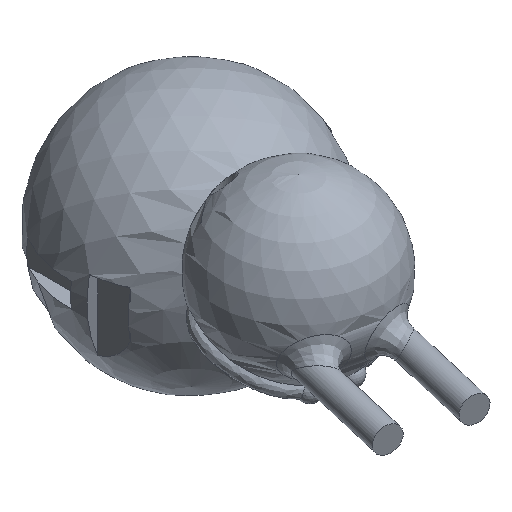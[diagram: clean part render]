
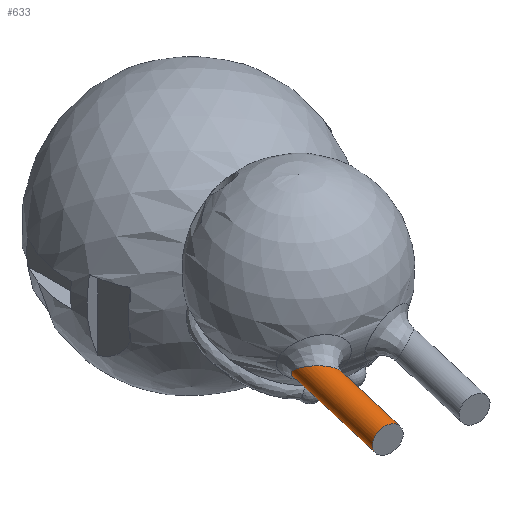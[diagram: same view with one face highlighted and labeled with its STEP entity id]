
A CAD part, isometric view. The second image highlights one B-rep face of the part: STEP entity #633.
In plain terms, the highlighted cylindrical face has radius 1.6 mm (diameter 3.2 mm), a full revolution.
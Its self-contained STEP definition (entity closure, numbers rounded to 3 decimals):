
#33=FACE_BOUND($,#128,.T.);
#54=B_SPLINE_CURVE_WITH_KNOTS($,3,(#1485,#1486,#1487,#1488,#1489,#1490,
#1491,#1492,#1493,#1494,#1495,#1496,#1497,#1498,#1499,#1500,#1501),
 .UNSPECIFIED.,.T.,.F.,(4,1,1,1,1,1,1,1,1,1,1,1,1,1,4),(0.,0.076,
0.152,0.228,0.304,0.38,
0.456,0.531,0.607,0.683,
0.759,0.797,0.835,0.911,
1.063),.UNSPECIFIED.);
#61=CYLINDRICAL_SURFACE($,#685,1.6);
#75=FACE_OUTER_BOUND($,#127,.T.);
#127=EDGE_LOOP($,(#454));
#128=EDGE_LOOP($,(#455));
#244=CIRCLE($,#686,1.6);
#288=VERTEX_POINT($,#1483);
#289=VERTEX_POINT($,#1503);
#352=EDGE_CURVE($,#288,#288,#54,.T.);
#353=EDGE_CURVE($,#289,#289,#244,.T.);
#454=ORIENTED_EDGE($,*,*,#353,.F.);
#455=ORIENTED_EDGE($,*,*,#352,.F.);
#633=ADVANCED_FACE($,(#75,#33),#61,.T.);
#685=AXIS2_PLACEMENT_3D($,#1502,#781,#782);
#686=AXIS2_PLACEMENT_3D($,#1504,#783,#784);
#781=DIRECTION('center_axis',(-0.227,-0.974,0.));
#782=DIRECTION('ref_axis',(0.,0.,
-1.));
#783=DIRECTION('center_axis',(-0.227,-0.974,0.));
#784=DIRECTION('ref_axis',(0.,0.,-1.));
#1483=CARTESIAN_POINT('',(-25.56,-10.074,16.012));
#1485=CARTESIAN_POINT('Ctrl Pts',(-25.561,-10.075,16.012));
#1486=CARTESIAN_POINT('Ctrl Pts',(-25.733,-9.789,16.035));
#1487=CARTESIAN_POINT('Ctrl Pts',(-26.095,-9.271,16.184));
#1488=CARTESIAN_POINT('Ctrl Pts',(-26.609,-8.981,16.749));
#1489=CARTESIAN_POINT('Ctrl Pts',(-26.923,-9.343,17.492));
#1490=CARTESIAN_POINT('Ctrl Pts',(-26.98,-10.088,18.196));
#1491=CARTESIAN_POINT('Ctrl Pts',(-26.805,-10.993,18.772));
#1492=CARTESIAN_POINT('Ctrl Pts',(-26.426,-11.927,19.148));
#1493=CARTESIAN_POINT('Ctrl Pts',(-25.889,-12.771,19.254));
#1494=CARTESIAN_POINT('Ctrl Pts',(-25.283,-13.386,19.024));
#1495=CARTESIAN_POINT('Ctrl Pts',(-24.759,-13.617,18.46));
#1496=CARTESIAN_POINT('Ctrl Pts',(-24.519,-13.43,17.834));
#1497=CARTESIAN_POINT('Ctrl Pts',(-24.466,-13.092,17.341));
#1498=CARTESIAN_POINT('Ctrl Pts',(-24.498,-12.65,16.879));
#1499=CARTESIAN_POINT('Ctrl Pts',(-24.756,-11.669,16.203));
#1500=CARTESIAN_POINT('Ctrl Pts',(-25.217,-10.647,15.966));
#1501=CARTESIAN_POINT('Ctrl Pts',(-25.561,-10.075,16.012));
#1502=CARTESIAN_POINT('Origin',(-23.379,-1.418,17.604));
#1503=CARTESIAN_POINT('',(-28.375,-22.843,19.204));
#1504=CARTESIAN_POINT('Origin',(-28.375,-22.843,17.604));
